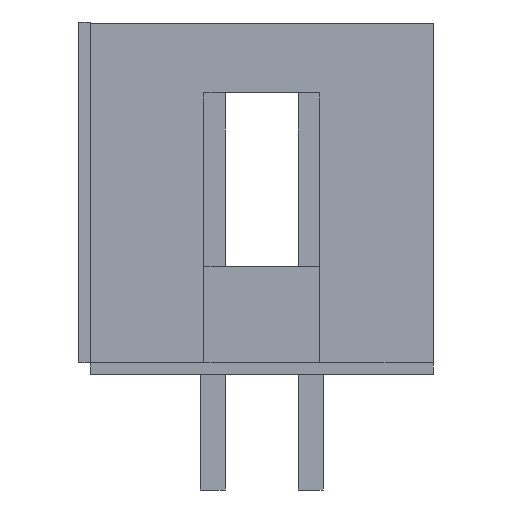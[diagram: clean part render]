
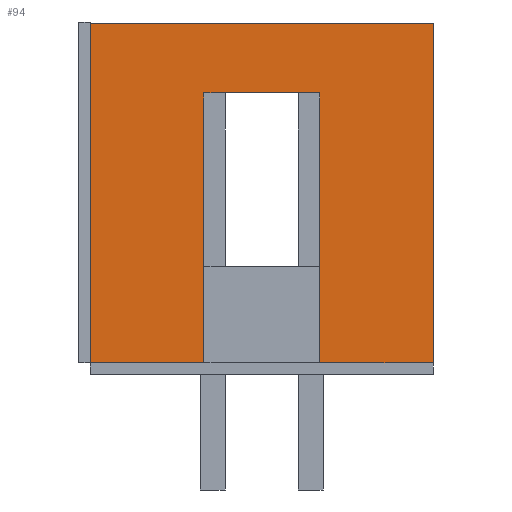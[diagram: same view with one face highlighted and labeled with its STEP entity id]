
A CAD part, left-side view. The second image highlights one B-rep face of the part: STEP entity #94.
In plain terms, the highlighted planar face has unit normal (-1, 0, 0).
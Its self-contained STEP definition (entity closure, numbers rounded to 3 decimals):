
#94 = ADVANCED_FACE ( 'NONE', ( #5609 ), #5603, .F. ) ;
#112 = ORIENTED_EDGE ( 'NONE', *, *, #867, .T. ) ;
#335 = ORIENTED_EDGE ( 'NONE', *, *, #798, .F. ) ;
#615 = EDGE_CURVE ( 'NONE', #702, #9897, #6697, .T. ) ;
#702 = VERTEX_POINT ( 'NONE', #6878 ) ;
#748 = VERTEX_POINT ( 'NONE', #6969 ) ;
#749 = VERTEX_POINT ( 'NONE', #6977 ) ;
#762 = EDGE_CURVE ( 'NONE', #748, #749, #7006, .T. ) ;
#785 = EDGE_CURVE ( 'NONE', #749, #868, #7081, .T. ) ;
#798 = EDGE_CURVE ( 'NONE', #886, #821, #7114, .T. ) ;
#821 = VERTEX_POINT ( 'NONE', #7165 ) ;
#867 = EDGE_CURVE ( 'NONE', #9897, #821, #7221, .T. ) ;
#868 = VERTEX_POINT ( 'NONE', #7205 ) ;
#886 = VERTEX_POINT ( 'NONE', #7291 ) ;
#2578 = EDGE_CURVE ( 'NONE', #748, #886, #12891, .T. ) ;
#2581 = ORIENTED_EDGE ( 'NONE', *, *, #762, .T. ) ;
#2582 = EDGE_CURVE ( 'NONE', #868, #2584, #12883, .T. ) ;
#2584 = VERTEX_POINT ( 'NONE', #12885 ) ;
#2585 = ORIENTED_EDGE ( 'NONE', *, *, #785, .T. ) ;
#2587 = ORIENTED_EDGE ( 'NONE', *, *, #2582, .T. ) ;
#2588 = EDGE_CURVE ( 'NONE', #2584, #702, #12878, .T. ) ;
#2589 = ORIENTED_EDGE ( 'NONE', *, *, #2588, .T. ) ;
#5593 = DIRECTION ( 'NONE',  ( 0., 0., -1. ) ) ;
#5594 = DIRECTION ( 'NONE',  ( 1., 0., 0. ) ) ;
#5595 = CARTESIAN_POINT ( 'NONE',  ( 0., 0., 8.8 ) ) ;
#5599 = AXIS2_PLACEMENT_3D ( 'NONE', #5595, #5594, #5593 ) ;
#5603 = PLANE ( 'NONE',  #5599 ) ;
#5609 = FACE_OUTER_BOUND ( 'NONE', #9537, .T. ) ;
#6635 = CARTESIAN_POINT ( 'NONE',  ( 0., 2.95, 8.8 ) ) ;
#6694 = DIRECTION ( 'NONE',  ( 0., 0., -1. ) ) ;
#6695 = VECTOR ( 'NONE', #6694, 1000. ) ;
#6697 = LINE ( 'NONE', #6635, #6695 ) ;
#6878 = CARTESIAN_POINT ( 'NONE',  ( 0., 2.95, 7. ) ) ;
#6969 = CARTESIAN_POINT ( 'NONE',  ( 0., 8.9, 8.8 ) ) ;
#6977 = CARTESIAN_POINT ( 'NONE',  ( 0., 8.9, 0. ) ) ;
#7003 = DIRECTION ( 'NONE',  ( 0., 0., -1. ) ) ;
#7004 = VECTOR ( 'NONE', #7003, 1000. ) ;
#7005 = CARTESIAN_POINT ( 'NONE',  ( 0., 8.9, 8.8 ) ) ;
#7006 = LINE ( 'NONE', #7005, #7004 ) ;
#7073 = DIRECTION ( 'NONE',  ( 0., -1., 0. ) ) ;
#7074 = VECTOR ( 'NONE', #7073, 1000. ) ;
#7075 = CARTESIAN_POINT ( 'NONE',  ( 0., 0., 0. ) ) ;
#7081 = LINE ( 'NONE', #7075, #7074 ) ;
#7111 = DIRECTION ( 'NONE',  ( 0., 0., -1. ) ) ;
#7112 = VECTOR ( 'NONE', #7111, 1000. ) ;
#7113 = CARTESIAN_POINT ( 'NONE',  ( 0., 0., 8.8 ) ) ;
#7114 = LINE ( 'NONE', #7113, #7112 ) ;
#7165 = CARTESIAN_POINT ( 'NONE',  ( 0., 0., 0. ) ) ;
#7205 = CARTESIAN_POINT ( 'NONE',  ( 0., 5.95, 0. ) ) ;
#7221 = LINE ( 'NONE', #7254, #7253 ) ;
#7252 = DIRECTION ( 'NONE',  ( 0., -1., 0. ) ) ;
#7253 = VECTOR ( 'NONE', #7252, 1000. ) ;
#7254 = CARTESIAN_POINT ( 'NONE',  ( 0., 0., 0. ) ) ;
#7291 = CARTESIAN_POINT ( 'NONE',  ( 0., 0., 8.8 ) ) ;
#9537 = EDGE_LOOP ( 'NONE', ( #13239, #112, #335, #13215, #2581, #2585, #2587, #2589 ) ) ;
#9897 = VERTEX_POINT ( 'NONE', #23002 ) ;
#12843 = CARTESIAN_POINT ( 'NONE',  ( 0., 0., 7. ) ) ;
#12848 = CARTESIAN_POINT ( 'NONE',  ( 0., 5.95, 8.8 ) ) ;
#12876 = DIRECTION ( 'NONE',  ( 0., -1., 0. ) ) ;
#12877 = VECTOR ( 'NONE', #12876, 1000. ) ;
#12878 = LINE ( 'NONE', #12843, #12877 ) ;
#12881 = DIRECTION ( 'NONE',  ( 0., 0., 1. ) ) ;
#12882 = VECTOR ( 'NONE', #12881, 1000. ) ;
#12883 = LINE ( 'NONE', #12848, #12882 ) ;
#12885 = CARTESIAN_POINT ( 'NONE',  ( 0., 5.95, 7. ) ) ;
#12888 = DIRECTION ( 'NONE',  ( 0., -1., 0. ) ) ;
#12889 = VECTOR ( 'NONE', #12888, 1000. ) ;
#12890 = CARTESIAN_POINT ( 'NONE',  ( 0., 0., 8.8 ) ) ;
#12891 = LINE ( 'NONE', #12890, #12889 ) ;
#13215 = ORIENTED_EDGE ( 'NONE', *, *, #2578, .F. ) ;
#13239 = ORIENTED_EDGE ( 'NONE', *, *, #615, .T. ) ;
#23002 = CARTESIAN_POINT ( 'NONE',  ( 0., 2.95, 0. ) ) ;
